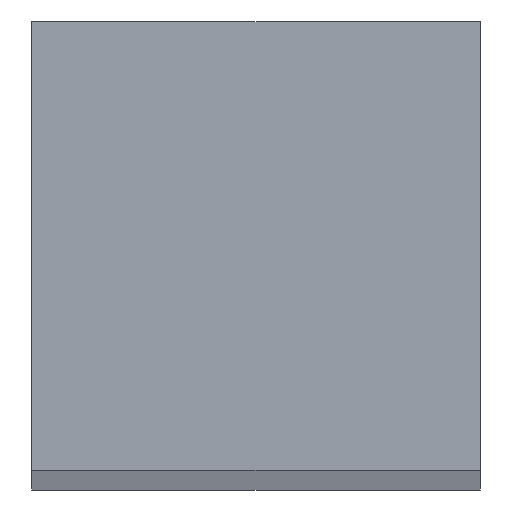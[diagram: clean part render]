
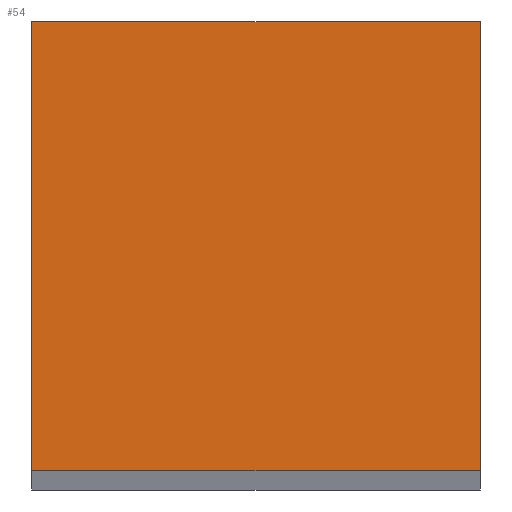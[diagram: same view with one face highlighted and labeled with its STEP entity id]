
A CAD part, top view. The second image highlights one B-rep face of the part: STEP entity #54.
In plain terms, the highlighted planar face has unit normal (0, 0, 1).
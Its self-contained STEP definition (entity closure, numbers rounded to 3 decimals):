
#10 = AXIS2_PLACEMENT_3D ( 'NONE', #205, #43, #132 ) ;
#11 = DIRECTION ( 'NONE',  ( -1., 0., 0. ) ) ;
#14 = CARTESIAN_POINT ( 'NONE',  ( 0., 20., 500. ) ) ;
#24 = EDGE_CURVE ( 'NONE', #57, #144, #35, .T. ) ;
#28 = VECTOR ( 'NONE', #11, 1000. ) ;
#34 = ORIENTED_EDGE ( 'NONE', *, *, #185, .T. ) ;
#35 = LINE ( 'NONE', #147, #148 ) ;
#43 = DIRECTION ( 'NONE',  ( 0., 0., -1. ) ) ;
#48 = CARTESIAN_POINT ( 'NONE',  ( 20., 20., 500. ) ) ;
#54 = ADVANCED_FACE ( 'NONE', ( #128 ), #171, .F. ) ;
#57 = VERTEX_POINT ( 'NONE', #186 ) ;
#60 = CARTESIAN_POINT ( 'NONE',  ( 0., 0., 500. ) ) ;
#74 = ORIENTED_EDGE ( 'NONE', *, *, #182, .T. ) ;
#97 = LINE ( 'NONE', #228, #123 ) ;
#104 = VERTEX_POINT ( 'NONE', #14 ) ;
#113 = LINE ( 'NONE', #138, #213 ) ;
#123 = VECTOR ( 'NONE', #134, 1000. ) ;
#128 = FACE_OUTER_BOUND ( 'NONE', #179, .T. ) ;
#132 = DIRECTION ( 'NONE',  ( -1., 0., 0. ) ) ;
#134 = DIRECTION ( 'NONE',  ( 0., -1., 0. ) ) ;
#138 = CARTESIAN_POINT ( 'NONE',  ( 0., 0., 500. ) ) ;
#144 = VERTEX_POINT ( 'NONE', #48 ) ;
#147 = CARTESIAN_POINT ( 'NONE',  ( 20., 0., 500. ) ) ;
#148 = VECTOR ( 'NONE', #168, 1000. ) ;
#149 = ORIENTED_EDGE ( 'NONE', *, *, #24, .T. ) ;
#165 = ORIENTED_EDGE ( 'NONE', *, *, #236, .T. ) ;
#168 = DIRECTION ( 'NONE',  ( 0., 1., 0. ) ) ;
#171 = PLANE ( 'NONE',  #10 ) ;
#179 = EDGE_LOOP ( 'NONE', ( #165, #34, #149, #74 ) ) ;
#182 = EDGE_CURVE ( 'NONE', #144, #104, #226, .T. ) ;
#185 = EDGE_CURVE ( 'NONE', #218, #57, #113, .T. ) ;
#186 = CARTESIAN_POINT ( 'NONE',  ( 20., 0., 500. ) ) ;
#205 = CARTESIAN_POINT ( 'NONE',  ( 0., 0., 500. ) ) ;
#206 = DIRECTION ( 'NONE',  ( 1., 0., 0. ) ) ;
#213 = VECTOR ( 'NONE', #206, 1000. ) ;
#218 = VERTEX_POINT ( 'NONE', #60 ) ;
#225 = CARTESIAN_POINT ( 'NONE',  ( 0., 20., 500. ) ) ;
#226 = LINE ( 'NONE', #225, #28 ) ;
#228 = CARTESIAN_POINT ( 'NONE',  ( 0., 0., 500. ) ) ;
#236 = EDGE_CURVE ( 'NONE', #104, #218, #97, .T. ) ;
